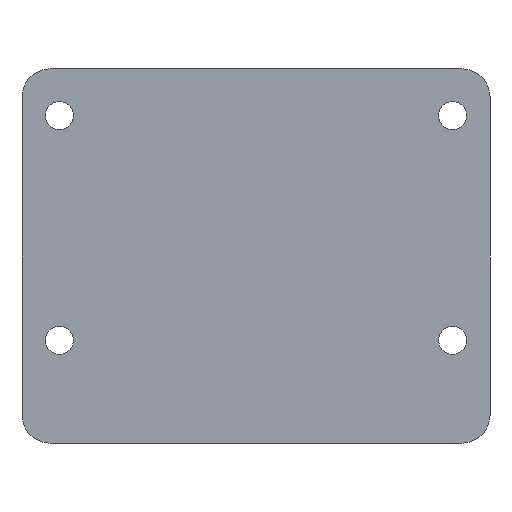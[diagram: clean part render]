
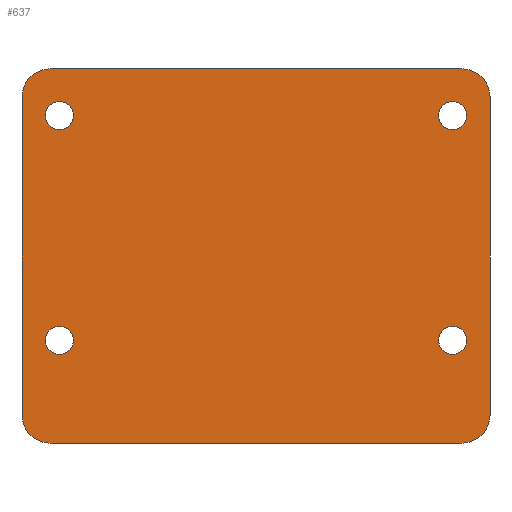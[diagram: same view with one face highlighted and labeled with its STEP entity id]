
A CAD part, front view. The second image highlights one B-rep face of the part: STEP entity #637.
In plain terms, the highlighted planar face has unit normal (0, -1, 0).
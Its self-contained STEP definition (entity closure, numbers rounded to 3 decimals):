
#16 = ORIENTED_EDGE ( 'NONE', *, *, #373, .T. ) ;
#17 = DIRECTION ( 'NONE',  ( 0., 0., -1. ) ) ;
#34 = CARTESIAN_POINT ( 'NONE',  ( 4., 0., -29. ) ) ;
#114 = DIRECTION ( 'NONE',  ( 0., -1., 0. ) ) ;
#119 = VERTEX_POINT ( 'NONE', #1148 ) ;
#145 = AXIS2_PLACEMENT_3D ( 'NONE', #2132, #264, #976 ) ;
#172 = CARTESIAN_POINT ( 'NONE',  ( 4., 0., -27.5 ) ) ;
#177 = ORIENTED_EDGE ( 'NONE', *, *, #378, .F. ) ;
#247 = DIRECTION ( 'NONE',  ( 0., -1., 0. ) ) ;
#253 = VERTEX_POINT ( 'NONE', #751 ) ;
#260 = CIRCLE ( 'NONE', #2221, 1.5 ) ;
#263 = CIRCLE ( 'NONE', #1307, 1.5 ) ;
#264 = DIRECTION ( 'NONE',  ( 0., -1., 0. ) ) ;
#326 = AXIS2_PLACEMENT_3D ( 'NONE', #1282, #114, #2657 ) ;
#335 = DIRECTION ( 'NONE',  ( 0., 0., -1. ) ) ;
#337 = DIRECTION ( 'NONE',  ( 0., -1., 0. ) ) ;
#373 = EDGE_CURVE ( 'NONE', #1089, #738, #1871, .T. ) ;
#378 = EDGE_CURVE ( 'NONE', #2940, #2958, #510, .T. ) ;
#394 = DIRECTION ( 'NONE',  ( 0., 0., -1. ) ) ;
#414 = CARTESIAN_POINT ( 'NONE',  ( 0., 0., -40. ) ) ;
#420 = EDGE_CURVE ( 'NONE', #119, #738, #653, .T. ) ;
#432 = DIRECTION ( 'NONE',  ( 0., -1., 0. ) ) ;
#470 = ORIENTED_EDGE ( 'NONE', *, *, #2135, .F. ) ;
#481 = DIRECTION ( 'NONE',  ( 0., -1., 0. ) ) ;
#510 = LINE ( 'NONE', #1945, #796 ) ;
#546 = AXIS2_PLACEMENT_3D ( 'NONE', #2905, #337, #1252 ) ;
#550 = VECTOR ( 'NONE', #2267, 1000. ) ;
#561 = ORIENTED_EDGE ( 'NONE', *, *, #3031, .F. ) ;
#576 = AXIS2_PLACEMENT_3D ( 'NONE', #1882, #1177, #935 ) ;
#608 = DIRECTION ( 'NONE',  ( 0., 0., -1. ) ) ;
#637 = ADVANCED_FACE ( 'NONE', ( #1575, #1085, #2795, #2829, #989 ), #2835, .T. ) ;
#640 = CARTESIAN_POINT ( 'NONE',  ( 0., 0., 0. ) ) ;
#643 = CARTESIAN_POINT ( 'NONE',  ( 47., 0., -3. ) ) ;
#653 = LINE ( 'NONE', #414, #1328 ) ;
#655 = EDGE_CURVE ( 'NONE', #119, #2958, #2805, .T. ) ;
#680 = CARTESIAN_POINT ( 'NONE',  ( 3., 0., 0. ) ) ;
#682 = EDGE_LOOP ( 'NONE', ( #2736, #1045, #177, #2549, #1618, #2932, #2078, #16 ) ) ;
#738 = VERTEX_POINT ( 'NONE', #1213 ) ;
#751 = CARTESIAN_POINT ( 'NONE',  ( 4., 0., -6.5 ) ) ;
#785 = EDGE_CURVE ( 'NONE', #1510, #2084, #2363, .T. ) ;
#789 = ORIENTED_EDGE ( 'NONE', *, *, #861, .F. ) ;
#792 = DIRECTION ( 'NONE',  ( 0., -1., 0. ) ) ;
#796 = VECTOR ( 'NONE', #2211, 1000. ) ;
#811 = DIRECTION ( 'NONE',  ( 0., 0., -1. ) ) ;
#861 = EDGE_CURVE ( 'NONE', #2992, #2284, #2768, .T. ) ;
#867 = VERTEX_POINT ( 'NONE', #2208 ) ;
#935 = DIRECTION ( 'NONE',  ( 0., 0., -1. ) ) ;
#976 = DIRECTION ( 'NONE',  ( 0., 0., -1. ) ) ;
#989 = FACE_OUTER_BOUND ( 'NONE', #682, .T. ) ;
#1007 = AXIS2_PLACEMENT_3D ( 'NONE', #1492, #792, #811 ) ;
#1017 = DIRECTION ( 'NONE',  ( 0., -1., 0. ) ) ;
#1042 = DIRECTION ( 'NONE',  ( 0., 0., -1. ) ) ;
#1045 = ORIENTED_EDGE ( 'NONE', *, *, #655, .T. ) ;
#1047 = AXIS2_PLACEMENT_3D ( 'NONE', #2418, #1017, #1246 ) ;
#1049 = CARTESIAN_POINT ( 'NONE',  ( 0., 0., 0. ) ) ;
#1052 = DIRECTION ( 'NONE',  ( 0., -1., 0. ) ) ;
#1063 = CARTESIAN_POINT ( 'NONE',  ( 3., 0., -37. ) ) ;
#1085 = FACE_BOUND ( 'NONE', #1765, .T. ) ;
#1087 = CARTESIAN_POINT ( 'NONE',  ( 46., 0., -3.5 ) ) ;
#1089 = VERTEX_POINT ( 'NONE', #2046 ) ;
#1147 = CARTESIAN_POINT ( 'NONE',  ( 50., 0., -37. ) ) ;
#1148 = CARTESIAN_POINT ( 'NONE',  ( 47., 0., -40. ) ) ;
#1164 = CARTESIAN_POINT ( 'NONE',  ( 46., 0., -5. ) ) ;
#1177 = DIRECTION ( 'NONE',  ( 0., -1., 0. ) ) ;
#1213 = CARTESIAN_POINT ( 'NONE',  ( 3., 0., -40. ) ) ;
#1233 = AXIS2_PLACEMENT_3D ( 'NONE', #2742, #432, #1042 ) ;
#1246 = DIRECTION ( 'NONE',  ( 0., 0., -1. ) ) ;
#1252 = DIRECTION ( 'NONE',  ( 0., 0., -1. ) ) ;
#1282 = CARTESIAN_POINT ( 'NONE',  ( 46., 0., -29. ) ) ;
#1285 = DIRECTION ( 'NONE',  ( -1., 0., 0. ) ) ;
#1307 = AXIS2_PLACEMENT_3D ( 'NONE', #1164, #247, #1372 ) ;
#1319 = EDGE_CURVE ( 'NONE', #1510, #2943, #1892, .T. ) ;
#1328 = VECTOR ( 'NONE', #1285, 1000. ) ;
#1333 = CARTESIAN_POINT ( 'NONE',  ( 46., 0., -30.5 ) ) ;
#1368 = ORIENTED_EDGE ( 'NONE', *, *, #1645, .F. ) ;
#1372 = DIRECTION ( 'NONE',  ( 0., 0., -1. ) ) ;
#1479 = EDGE_CURVE ( 'NONE', #2858, #1961, #263, .T. ) ;
#1492 = CARTESIAN_POINT ( 'NONE',  ( 4., 0., -29. ) ) ;
#1510 = VERTEX_POINT ( 'NONE', #680 ) ;
#1539 = DIRECTION ( 'NONE',  ( 0., -1., 0. ) ) ;
#1542 = EDGE_LOOP ( 'NONE', ( #1778, #470 ) ) ;
#1575 = FACE_BOUND ( 'NONE', #2327, .T. ) ;
#1618 = ORIENTED_EDGE ( 'NONE', *, *, #785, .F. ) ;
#1645 = EDGE_CURVE ( 'NONE', #2284, #2992, #2332, .T. ) ;
#1648 = EDGE_CURVE ( 'NONE', #867, #1958, #1710, .T. ) ;
#1652 = ORIENTED_EDGE ( 'NONE', *, *, #1479, .F. ) ;
#1674 = AXIS2_PLACEMENT_3D ( 'NONE', #1063, #1052, #335 ) ;
#1710 = CIRCLE ( 'NONE', #1007, 1.5 ) ;
#1743 = DIRECTION ( 'NONE',  ( 0., -1., 0. ) ) ;
#1765 = EDGE_LOOP ( 'NONE', ( #1652, #2993 ) ) ;
#1766 = EDGE_CURVE ( 'NONE', #1961, #2858, #2824, .T. ) ;
#1778 = ORIENTED_EDGE ( 'NONE', *, *, #2676, .F. ) ;
#1859 = VERTEX_POINT ( 'NONE', #1982 ) ;
#1871 = CIRCLE ( 'NONE', #1674, 3. ) ;
#1882 = CARTESIAN_POINT ( 'NONE',  ( 0., 0., 0. ) ) ;
#1892 = CIRCLE ( 'NONE', #1233, 3. ) ;
#1931 = DIRECTION ( 'NONE',  ( 0., -1., 0. ) ) ;
#1938 = ORIENTED_EDGE ( 'NONE', *, *, #1648, .F. ) ;
#1945 = CARTESIAN_POINT ( 'NONE',  ( 50., 0., 0. ) ) ;
#1958 = VERTEX_POINT ( 'NONE', #172 ) ;
#1961 = VERTEX_POINT ( 'NONE', #2522 ) ;
#1979 = EDGE_CURVE ( 'NONE', #1089, #2943, #2690, .T. ) ;
#1982 = CARTESIAN_POINT ( 'NONE',  ( 4., 0., -3.5 ) ) ;
#2046 = CARTESIAN_POINT ( 'NONE',  ( 0., 0., -37. ) ) ;
#2078 = ORIENTED_EDGE ( 'NONE', *, *, #1979, .F. ) ;
#2084 = VERTEX_POINT ( 'NONE', #2303 ) ;
#2118 = AXIS2_PLACEMENT_3D ( 'NONE', #2121, #481, #17 ) ;
#2121 = CARTESIAN_POINT ( 'NONE',  ( 47., 0., -37. ) ) ;
#2132 = CARTESIAN_POINT ( 'NONE',  ( 4., 0., -5. ) ) ;
#2135 = EDGE_CURVE ( 'NONE', #253, #1859, #2146, .T. ) ;
#2146 = CIRCLE ( 'NONE', #145, 1.5 ) ;
#2208 = CARTESIAN_POINT ( 'NONE',  ( 4., 0., -30.5 ) ) ;
#2211 = DIRECTION ( 'NONE',  ( 0., 0., -1. ) ) ;
#2221 = AXIS2_PLACEMENT_3D ( 'NONE', #34, #1931, #2595 ) ;
#2239 = CARTESIAN_POINT ( 'NONE',  ( 46., 0., -5. ) ) ;
#2267 = DIRECTION ( 'NONE',  ( 0., 0., 1. ) ) ;
#2284 = VERTEX_POINT ( 'NONE', #1333 ) ;
#2289 = AXIS2_PLACEMENT_3D ( 'NONE', #643, #1539, #394 ) ;
#2303 = CARTESIAN_POINT ( 'NONE',  ( 47., 0., 0. ) ) ;
#2327 = EDGE_LOOP ( 'NONE', ( #789, #1368 ) ) ;
#2332 = CIRCLE ( 'NONE', #546, 1.5 ) ;
#2363 = LINE ( 'NONE', #1049, #2436 ) ;
#2418 = CARTESIAN_POINT ( 'NONE',  ( 4., 0., -5. ) ) ;
#2436 = VECTOR ( 'NONE', #2675, 1000. ) ;
#2475 = EDGE_LOOP ( 'NONE', ( #561, #1938 ) ) ;
#2483 = CIRCLE ( 'NONE', #2289, 3. ) ;
#2522 = CARTESIAN_POINT ( 'NONE',  ( 46., 0., -6.5 ) ) ;
#2549 = ORIENTED_EDGE ( 'NONE', *, *, #2713, .T. ) ;
#2595 = DIRECTION ( 'NONE',  ( 0., 0., -1. ) ) ;
#2615 = CARTESIAN_POINT ( 'NONE',  ( 46., 0., -27.5 ) ) ;
#2657 = DIRECTION ( 'NONE',  ( 0., 0., -1. ) ) ;
#2675 = DIRECTION ( 'NONE',  ( 1., 0., 0. ) ) ;
#2676 = EDGE_CURVE ( 'NONE', #1859, #253, #2820, .T. ) ;
#2690 = LINE ( 'NONE', #640, #550 ) ;
#2713 = EDGE_CURVE ( 'NONE', #2940, #2084, #2483, .T. ) ;
#2736 = ORIENTED_EDGE ( 'NONE', *, *, #420, .F. ) ;
#2742 = CARTESIAN_POINT ( 'NONE',  ( 3., 0., -3. ) ) ;
#2768 = CIRCLE ( 'NONE', #326, 1.5 ) ;
#2777 = CARTESIAN_POINT ( 'NONE',  ( 0., 0., -3. ) ) ;
#2795 = FACE_BOUND ( 'NONE', #1542, .T. ) ;
#2798 = AXIS2_PLACEMENT_3D ( 'NONE', #2239, #1743, #608 ) ;
#2805 = CIRCLE ( 'NONE', #2118, 3. ) ;
#2820 = CIRCLE ( 'NONE', #1047, 1.5 ) ;
#2824 = CIRCLE ( 'NONE', #2798, 1.5 ) ;
#2829 = FACE_BOUND ( 'NONE', #2475, .T. ) ;
#2835 = PLANE ( 'NONE',  #576 ) ;
#2858 = VERTEX_POINT ( 'NONE', #1087 ) ;
#2905 = CARTESIAN_POINT ( 'NONE',  ( 46., 0., -29. ) ) ;
#2932 = ORIENTED_EDGE ( 'NONE', *, *, #1319, .T. ) ;
#2940 = VERTEX_POINT ( 'NONE', #2973 ) ;
#2943 = VERTEX_POINT ( 'NONE', #2777 ) ;
#2958 = VERTEX_POINT ( 'NONE', #1147 ) ;
#2973 = CARTESIAN_POINT ( 'NONE',  ( 50., 0., -3. ) ) ;
#2992 = VERTEX_POINT ( 'NONE', #2615 ) ;
#2993 = ORIENTED_EDGE ( 'NONE', *, *, #1766, .F. ) ;
#3031 = EDGE_CURVE ( 'NONE', #1958, #867, #260, .T. ) ;
